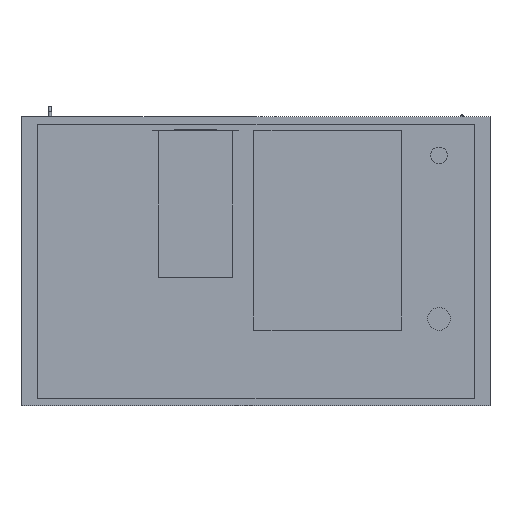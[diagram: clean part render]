
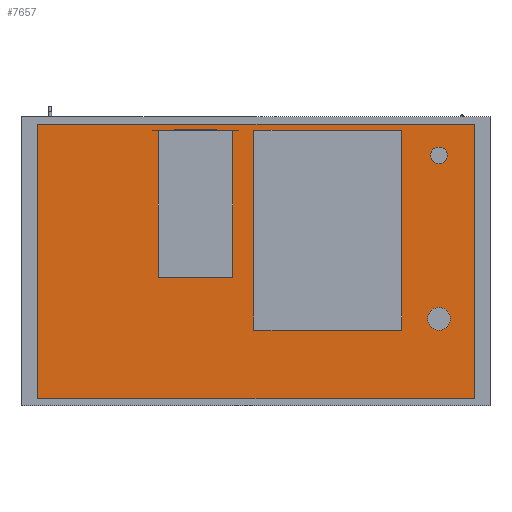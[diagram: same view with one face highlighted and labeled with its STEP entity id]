
A CAD part, front view. The second image highlights one B-rep face of the part: STEP entity #7657.
In plain terms, the highlighted planar face has unit normal (0, -1, 0).
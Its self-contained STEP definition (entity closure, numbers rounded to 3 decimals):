
#120=FACE_BOUND('',#1018,.T.);
#121=FACE_BOUND('',#1019,.T.);
#141=PLANE('',#8207);
#543=FACE_OUTER_BOUND('',#1017,.T.);
#1017=EDGE_LOOP('',(#5426,#5427,#5428,#5429));
#1018=EDGE_LOOP('',(#5430));
#1019=EDGE_LOOP('',(#5431));
#1499=LINE('',#11054,#2450);
#1503=LINE('',#11062,#2454);
#1506=LINE('',#11068,#2457);
#1509=LINE('',#11073,#2460);
#2450=VECTOR('',#8856,10.);
#2454=VECTOR('',#8862,10.);
#2457=VECTOR('',#8867,10.);
#2460=VECTOR('',#8872,10.);
#3388=CIRCLE('',#8191,20.);
#3390=CIRCLE('',#8195,27.5);
#3538=VERTEX_POINT('',#11015);
#3540=VERTEX_POINT('',#11022);
#3549=VERTEX_POINT('',#11052);
#3550=VERTEX_POINT('',#11053);
#3553=VERTEX_POINT('',#11061);
#3555=VERTEX_POINT('',#11067);
#4273=EDGE_CURVE('',#3538,#3538,#3388,.T.);
#4276=EDGE_CURVE('',#3540,#3540,#3390,.T.);
#4289=EDGE_CURVE('',#3549,#3550,#1499,.T.);
#4293=EDGE_CURVE('',#3553,#3549,#1503,.T.);
#4296=EDGE_CURVE('',#3555,#3553,#1506,.T.);
#4299=EDGE_CURVE('',#3550,#3555,#1509,.T.);
#5426=ORIENTED_EDGE('',*,*,#4299,.F.);
#5427=ORIENTED_EDGE('',*,*,#4289,.F.);
#5428=ORIENTED_EDGE('',*,*,#4293,.F.);
#5429=ORIENTED_EDGE('',*,*,#4296,.F.);
#5430=ORIENTED_EDGE('',*,*,#4273,.T.);
#5431=ORIENTED_EDGE('',*,*,#4276,.T.);
#7657=ADVANCED_FACE('',(#543,#120,#121),#141,.F.);
#8191=AXIS2_PLACEMENT_3D('',#11017,#8819,#8820);
#8195=AXIS2_PLACEMENT_3D('',#11024,#8828,#8829);
#8207=AXIS2_PLACEMENT_3D('',#11076,#8876,#8877);
#8819=DIRECTION('center_axis',(0.,1.,0.));
#8820=DIRECTION('ref_axis',(1.,0.,0.));
#8828=DIRECTION('center_axis',(0.,1.,0.));
#8829=DIRECTION('ref_axis',(1.,0.,0.));
#8856=DIRECTION('',(0.,0.,1.));
#8862=DIRECTION('',(-1.,0.,0.));
#8867=DIRECTION('',(0.,0.,-1.));
#8872=DIRECTION('',(1.,0.,0.));
#8876=DIRECTION('center_axis',(0.,1.,0.));
#8877=DIRECTION('ref_axis',(0.,0.,1.));
#11015=CARTESIAN_POINT('',(420.,0.,255.));
#11017=CARTESIAN_POINT('Origin',(440.,0.,255.));
#11022=CARTESIAN_POINT('',(412.5,0.,-138.));
#11024=CARTESIAN_POINT('Origin',(440.,0.,-138.));
#11052=CARTESIAN_POINT('',(-525.,0.,-330.));
#11053=CARTESIAN_POINT('',(-525.,0.,330.));
#11054=CARTESIAN_POINT('',(-525.,0.,-330.));
#11061=CARTESIAN_POINT('',(525.,0.,-330.));
#11062=CARTESIAN_POINT('',(525.,0.,-330.));
#11067=CARTESIAN_POINT('',(525.,0.,330.));
#11068=CARTESIAN_POINT('',(525.,0.,330.));
#11073=CARTESIAN_POINT('',(-525.,0.,330.));
#11076=CARTESIAN_POINT('Origin',(0.,0.,0.));
